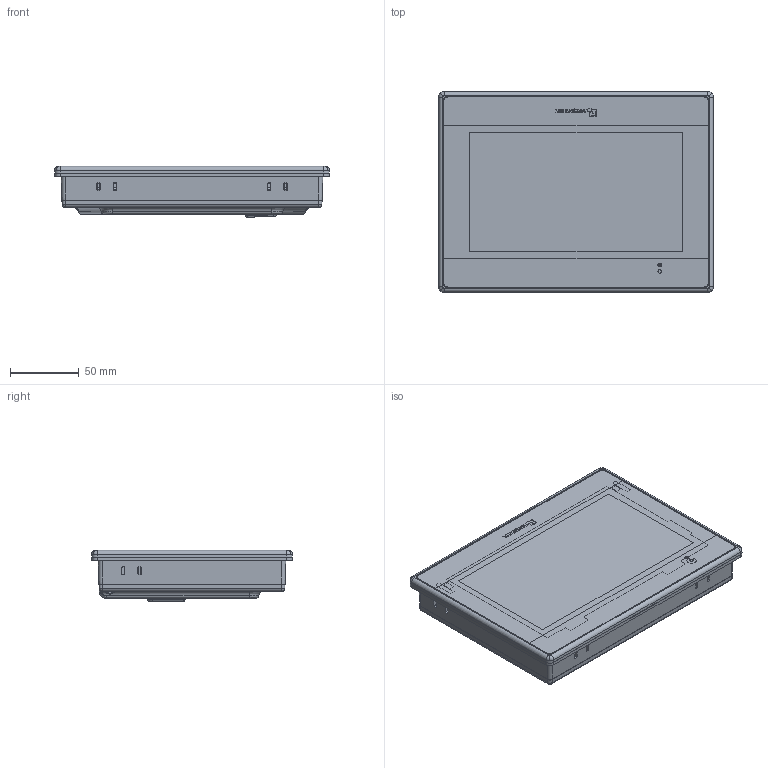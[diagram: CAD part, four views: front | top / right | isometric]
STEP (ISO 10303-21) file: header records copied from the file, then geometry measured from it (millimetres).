
FILE_DESCRIPTION (( 'STEP AP203' ), '1' );
FILE_NAME ('MT8071iE.STEP', '2017-07-31T06:00:27', ( 'annayang' ), ( '' ), 'SwSTEP 2.0', 'SolidWorks 2011', '' );
FILE_SCHEMA (( 'CONFIG_CONTROL_DESIGN' ));
Length unit declared in the file: millimetre
Products named in the file (1): MT8071iE
Bounding box: 200.4 x 146.5 x 37.5 mm (x, y, z)
Surface area: 135527.3 mm2 (no closed solid volume)
Topology: 0 solids, 47 shells, 1357 faces, 5708 edges, 4248 vertices
Faces by surface type: plane 570, bspline 361, cone 227, cylinder 196, torus 3
Entity records: 86758 total; most frequent: CARTESIAN_POINT 44855, ORIENTED_EDGE 8439, DIRECTION 7003, EDGE_CURVE 5675, VERTEX_POINT 4248, LINE 3381, VECTOR 3381, AXIS2_PLACEMENT_3D 1811
